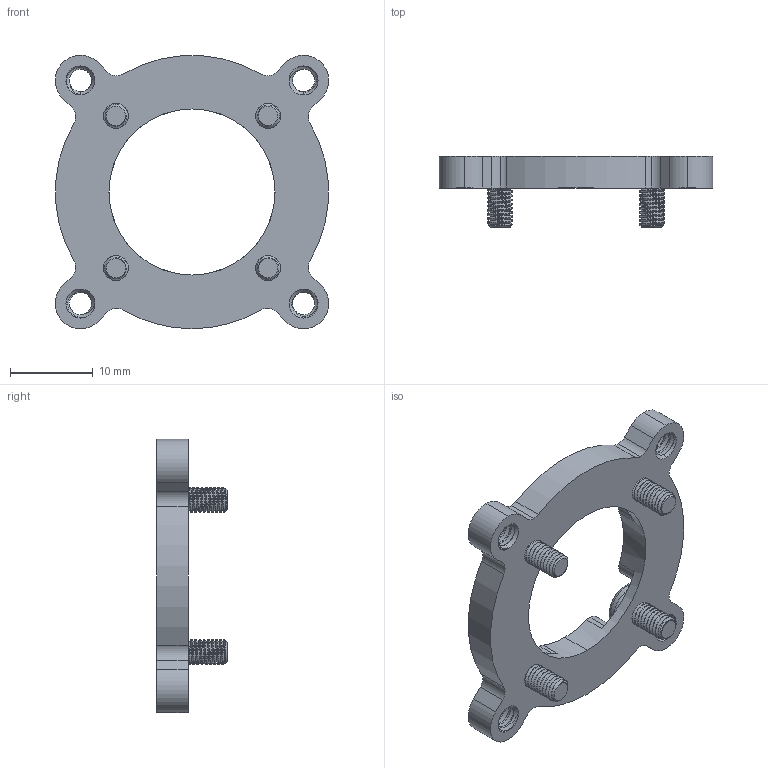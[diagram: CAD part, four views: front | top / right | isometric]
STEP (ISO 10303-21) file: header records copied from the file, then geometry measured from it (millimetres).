
FILE_DESCRIPTION (( 'STEP AP203' ), '1' );
FILE_NAME ('555174 assembly.STEP', '2017-07-03T16:00:55', ( '' ), ( '' ), 'SwSTEP 2.0', 'SolidWorks 2016', '' );
FILE_SCHEMA (( 'CONFIG_CONTROL_DESIGN' ));
Length unit declared in the file: inch
Products named in the file (3): 555174 screw_92005A116; 555174; 555174 assembly
Assembly tree (5 placements, depth 2):
  555174 assembly
    555174
    555174 screw_92005A116  x4
Bounding box: 33.01 x 8.54 x 33.02 mm (x, y, z)
Volume: 2352.6 mm3; surface area: 3057.7 mm2
Topology: 5 solids, 5 shells, 583 faces, 1667 edges, 1098 vertices
Faces by surface type: cylinder 379, plane 98, cone 62, bspline 20, torus 16, sphere 8
Entity records: 15383 total; most frequent: CARTESIAN_POINT 8329, ORIENTED_EDGE 1618, DIRECTION 1249, EDGE_CURVE 809, VERTEX_POINT 531, AXIS2_PLACEMENT_3D 483, EDGE_LOOP 302, VECTOR 283
